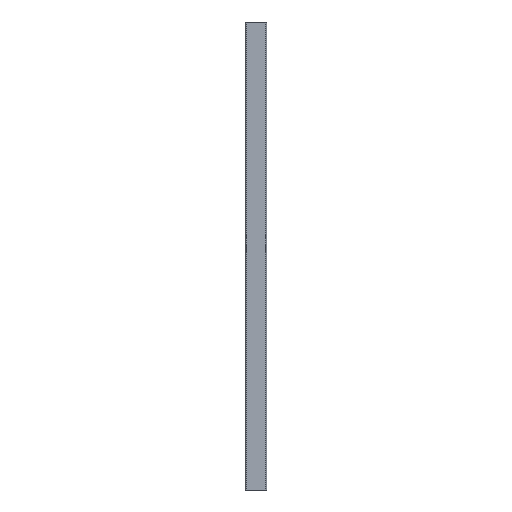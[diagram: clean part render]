
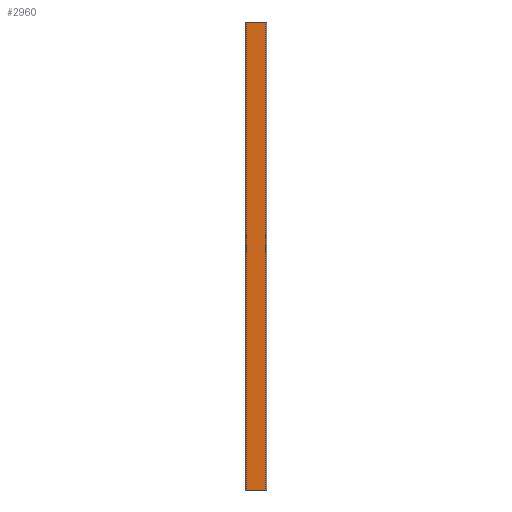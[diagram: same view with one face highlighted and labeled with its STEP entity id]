
A CAD part, front view. The second image highlights one B-rep face of the part: STEP entity #2960.
In plain terms, the highlighted planar face has unit normal (0, -1, 0).
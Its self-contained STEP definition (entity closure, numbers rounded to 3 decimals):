
#98=PLANE($,#3247);
#244=FACE_OUTER_BOUND($,#390,.T.);
#390=EDGE_LOOP($,(#2437,#2438,#2439,#2440));
#694=LINE($,#4983,#992);
#695=LINE($,#4986,#993);
#696=LINE($,#4988,#994);
#697=LINE($,#4989,#995);
#992=VECTOR($,#4101,1000.);
#993=VECTOR($,#4104,41.);
#994=VECTOR($,#4105,41.);
#995=VECTOR($,#4106,1000.);
#1425=VERTEX_POINT($,#4979);
#1426=VERTEX_POINT($,#4981);
#1427=VERTEX_POINT($,#4985);
#1428=VERTEX_POINT($,#4987);
#1858=EDGE_CURVE($,#1425,#1426,#694,.T.);
#1859=EDGE_CURVE($,#1427,#1425,#695,.T.);
#1860=EDGE_CURVE($,#1428,#1426,#696,.T.);
#1861=EDGE_CURVE($,#1427,#1428,#697,.T.);
#2437=ORIENTED_EDGE($,*,*,#1859,.T.);
#2438=ORIENTED_EDGE($,*,*,#1858,.T.);
#2439=ORIENTED_EDGE($,*,*,#1860,.F.);
#2440=ORIENTED_EDGE($,*,*,#1861,.F.);
#2960=ADVANCED_FACE($,(#244),#98,.T.);
#3247=AXIS2_PLACEMENT_3D($,#4984,#4102,#4103);
#4101=DIRECTION($,(0.,0.,1.));
#4102=DIRECTION('center_axis',(0.,-1.,0.));
#4103=DIRECTION('ref_axis',(1.,0.,0.));
#4104=DIRECTION($,(1.,0.,0.));
#4105=DIRECTION($,(1.,0.,0.));
#4106=DIRECTION($,(0.,0.,1.));
#4979=CARTESIAN_POINT('',(20.5,-10.,0.));
#4981=CARTESIAN_POINT('',(20.5,-10.,1000.));
#4983=CARTESIAN_POINT($,(20.5,-10.,0.));
#4984=CARTESIAN_POINT('Origin',(-20.5,-10.,0.));
#4985=CARTESIAN_POINT('',(-20.5,-10.,0.));
#4986=CARTESIAN_POINT($,(-20.5,-10.,0.));
#4987=CARTESIAN_POINT('',(-20.5,-10.,1000.));
#4988=CARTESIAN_POINT($,(-20.5,-10.,1000.));
#4989=CARTESIAN_POINT($,(-20.5,-10.,0.));
